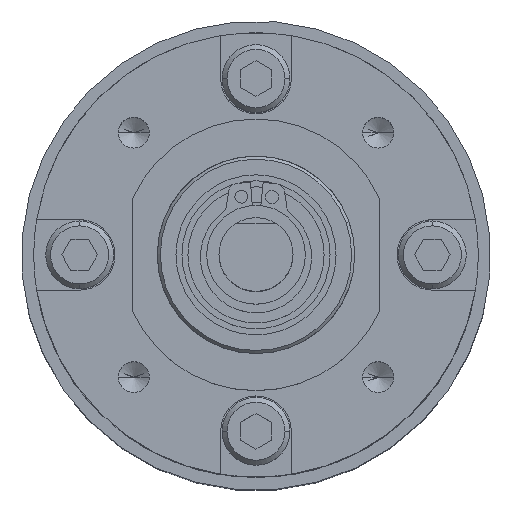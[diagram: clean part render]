
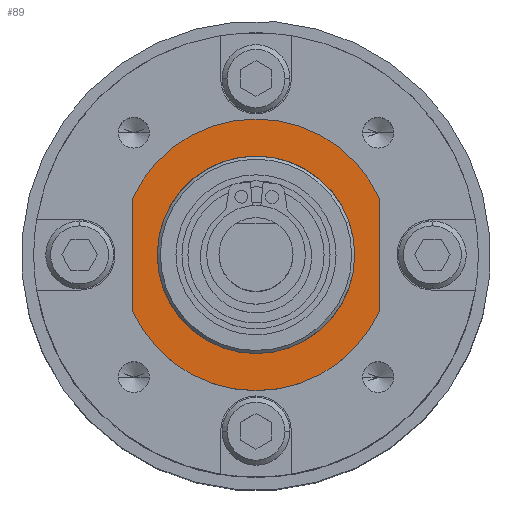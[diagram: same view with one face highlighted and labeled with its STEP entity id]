
A CAD part, top view. The second image highlights one B-rep face of the part: STEP entity #89.
In plain terms, the highlighted planar face has unit normal (0, 0, 1).
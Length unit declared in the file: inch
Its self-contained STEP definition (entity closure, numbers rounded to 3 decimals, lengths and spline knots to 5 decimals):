
#89 = ADVANCED_FACE ( 'NONE', ( #20373, #4982 ), #22677, .T. ) ;
#316 = EDGE_LOOP ( 'NONE', ( #5898, #8403, #21556, #28541 ) ) ;
#387 = VERTEX_POINT ( 'NONE', #23314 ) ;
#451 = VERTEX_POINT ( 'NONE', #26417 ) ;
#800 = VERTEX_POINT ( 'NONE', #22402 ) ;
#1136 = DIRECTION ( 'NONE',  ( 0., -1., 0. ) ) ;
#2495 = CARTESIAN_POINT ( 'NONE',  ( 0., 0., 1.31718 ) ) ;
#3655 = CARTESIAN_POINT ( 'NONE',  ( -0.3937, 0.18042, 1.31718 ) ) ;
#4482 = CARTESIAN_POINT ( 'NONE',  ( 0., 0., 1.31718 ) ) ;
#4982 = FACE_OUTER_BOUND ( 'NONE', #316, .T. ) ;
#5392 = CARTESIAN_POINT ( 'NONE',  ( 0.3937, 0.18042, 1.31718 ) ) ;
#5657 = CARTESIAN_POINT ( 'NONE',  ( -0.3937, 0.18042, 1.31718 ) ) ;
#5786 = EDGE_CURVE ( 'NONE', #800, #11532, #8772, .T. ) ;
#5788 = ORIENTED_EDGE ( 'NONE', *, *, #8821, .F. ) ;
#5898 = ORIENTED_EDGE ( 'NONE', *, *, #5786, .T. ) ;
#7500 = CIRCLE ( 'NONE', #26882, 0.31496 ) ;
#7606 = CARTESIAN_POINT ( 'NONE',  ( 0., 0., 1.31718 ) ) ;
#8296 = VECTOR ( 'NONE', #15405, 39.37008 ) ;
#8403 = ORIENTED_EDGE ( 'NONE', *, *, #32530, .T. ) ;
#8513 = DIRECTION ( 'NONE',  ( 0., 0., 1. ) ) ;
#8772 = CIRCLE ( 'NONE', #28722, 0.43307 ) ;
#8821 = EDGE_CURVE ( 'NONE', #451, #387, #22221, .T. ) ;
#9728 = DIRECTION ( 'NONE',  ( 1., 0., 0. ) ) ;
#9870 = DIRECTION ( 'NONE',  ( 1., 0., 0. ) ) ;
#10620 = ORIENTED_EDGE ( 'NONE', *, *, #20950, .F. ) ;
#11532 = VERTEX_POINT ( 'NONE', #16592 ) ;
#14408 = VERTEX_POINT ( 'NONE', #5657 ) ;
#14986 = DIRECTION ( 'NONE',  ( 1., 0., 0. ) ) ;
#15405 = DIRECTION ( 'NONE',  ( 0., 1., 0. ) ) ;
#15560 = DIRECTION ( 'NONE',  ( 1., 0., 0. ) ) ;
#16592 = CARTESIAN_POINT ( 'NONE',  ( 0.3937, -0.18042, 1.31718 ) ) ;
#18632 = VERTEX_POINT ( 'NONE', #24215 ) ;
#20373 = FACE_BOUND ( 'NONE', #20596, .T. ) ;
#20596 = EDGE_LOOP ( 'NONE', ( #10620, #5788 ) ) ;
#20950 = EDGE_CURVE ( 'NONE', #387, #451, #7500, .T. ) ;
#21556 = ORIENTED_EDGE ( 'NONE', *, *, #27182, .T. ) ;
#22144 = AXIS2_PLACEMENT_3D ( 'NONE', #27397, #8513, #28237 ) ;
#22221 = CIRCLE ( 'NONE', #22144, 0.31496 ) ;
#22338 = DIRECTION ( 'NONE',  ( 0., 0., 1. ) ) ;
#22402 = CARTESIAN_POINT ( 'NONE',  ( -0.3937, -0.18042, 1.31718 ) ) ;
#22677 = PLANE ( 'NONE',  #27835 ) ;
#23314 = CARTESIAN_POINT ( 'NONE',  ( 0.31496, 0., 1.31718 ) ) ;
#24215 = CARTESIAN_POINT ( 'NONE',  ( 0.3937, 0.18042, 1.31718 ) ) ;
#24932 = CARTESIAN_POINT ( 'NONE',  ( 0., 0., 1.31718 ) ) ;
#25318 = DIRECTION ( 'NONE',  ( 0., 0., 1. ) ) ;
#26148 = LINE ( 'NONE', #3655, #26418 ) ;
#26417 = CARTESIAN_POINT ( 'NONE',  ( -0.31496, 0., 1.31718 ) ) ;
#26418 = VECTOR ( 'NONE', #1136, 39.37008 ) ;
#26882 = AXIS2_PLACEMENT_3D ( 'NONE', #4482, #22338, #9870 ) ;
#27182 = EDGE_CURVE ( 'NONE', #18632, #14408, #27940, .T. ) ;
#27397 = CARTESIAN_POINT ( 'NONE',  ( 0., 0., 1.31718 ) ) ;
#27570 = DIRECTION ( 'NONE',  ( 0., 0., 1. ) ) ;
#27835 = AXIS2_PLACEMENT_3D ( 'NONE', #2495, #25318, #14986 ) ;
#27940 = CIRCLE ( 'NONE', #30040, 0.43307 ) ;
#28237 = DIRECTION ( 'NONE',  ( 1., 0., 0. ) ) ;
#28259 = EDGE_CURVE ( 'NONE', #14408, #800, #26148, .T. ) ;
#28541 = ORIENTED_EDGE ( 'NONE', *, *, #28259, .T. ) ;
#28722 = AXIS2_PLACEMENT_3D ( 'NONE', #24932, #27570, #15560 ) ;
#30040 = AXIS2_PLACEMENT_3D ( 'NONE', #7606, #30125, #9728 ) ;
#30125 = DIRECTION ( 'NONE',  ( 0., 0., 1. ) ) ;
#31061 = LINE ( 'NONE', #5392, #8296 ) ;
#32530 = EDGE_CURVE ( 'NONE', #11532, #18632, #31061, .T. ) ;
